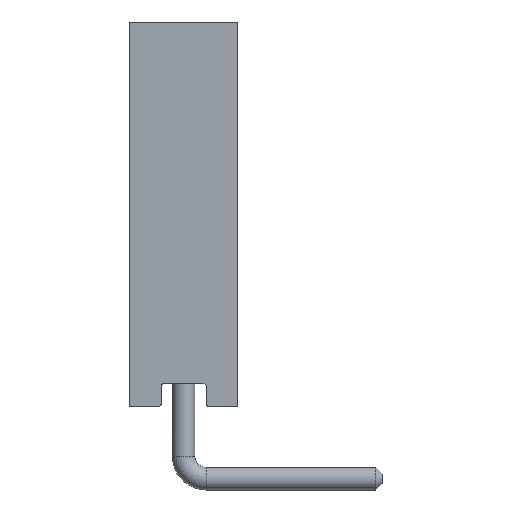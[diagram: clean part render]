
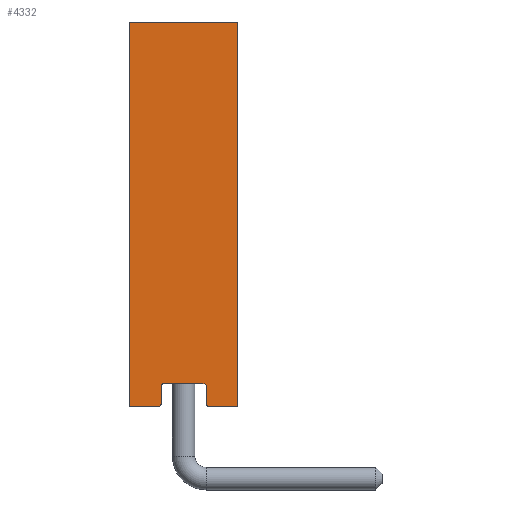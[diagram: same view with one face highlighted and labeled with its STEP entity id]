
A CAD part, left-side view. The second image highlights one B-rep face of the part: STEP entity #4332.
In plain terms, the highlighted planar face has unit normal (-1, 0, 0).
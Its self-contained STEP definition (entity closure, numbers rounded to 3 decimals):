
#243=PLANE('',#4658);
#472=FACE_OUTER_BOUND('',#752,.T.);
#752=EDGE_LOOP('',(#3056,#3057,#3058,#3059,#3060,#3061,#3062,#3063,#3064,
#3065,#3066,#3067));
#1048=LINE('',#6808,#1403);
#1051=LINE('',#6814,#1406);
#1052=LINE('',#6818,#1407);
#1053=LINE('',#6822,#1408);
#1054=LINE('',#6826,#1409);
#1055=LINE('',#6828,#1410);
#1056=LINE('',#6830,#1411);
#1057=LINE('',#6831,#1412);
#1403=VECTOR('',#5252,10.);
#1406=VECTOR('',#5257,10.);
#1407=VECTOR('',#5260,10.);
#1408=VECTOR('',#5263,10.);
#1409=VECTOR('',#5266,10.);
#1410=VECTOR('',#5267,10.);
#1411=VECTOR('',#5268,10.);
#1412=VECTOR('',#5269,10.);
#1739=CIRCLE('',#4655,0.05);
#1741=CIRCLE('',#4659,0.05);
#1742=CIRCLE('',#4660,0.05);
#1743=CIRCLE('',#4661,0.05);
#1927=VERTEX_POINT('',#6798);
#1928=VERTEX_POINT('',#6799);
#1931=VERTEX_POINT('',#6807);
#1933=VERTEX_POINT('',#6813);
#1934=VERTEX_POINT('',#6815);
#1935=VERTEX_POINT('',#6817);
#1936=VERTEX_POINT('',#6819);
#1937=VERTEX_POINT('',#6821);
#1938=VERTEX_POINT('',#6823);
#1939=VERTEX_POINT('',#6825);
#1940=VERTEX_POINT('',#6827);
#1941=VERTEX_POINT('',#6829);
#2349=EDGE_CURVE('',#1927,#1928,#1739,.T.);
#2353=EDGE_CURVE('',#1928,#1931,#1048,.T.);
#2356=EDGE_CURVE('',#1927,#1933,#1051,.T.);
#2357=EDGE_CURVE('',#1934,#1933,#1741,.T.);
#2358=EDGE_CURVE('',#1934,#1935,#1052,.T.);
#2359=EDGE_CURVE('',#1936,#1935,#1742,.T.);
#2360=EDGE_CURVE('',#1936,#1937,#1053,.T.);
#2361=EDGE_CURVE('',#1938,#1937,#1743,.T.);
#2362=EDGE_CURVE('',#1939,#1938,#1054,.T.);
#2363=EDGE_CURVE('',#1939,#1940,#1055,.T.);
#2364=EDGE_CURVE('',#1941,#1940,#1056,.T.);
#2365=EDGE_CURVE('',#1931,#1941,#1057,.T.);
#3056=ORIENTED_EDGE('',*,*,#2349,.F.);
#3057=ORIENTED_EDGE('',*,*,#2356,.T.);
#3058=ORIENTED_EDGE('',*,*,#2357,.F.);
#3059=ORIENTED_EDGE('',*,*,#2358,.T.);
#3060=ORIENTED_EDGE('',*,*,#2359,.F.);
#3061=ORIENTED_EDGE('',*,*,#2360,.T.);
#3062=ORIENTED_EDGE('',*,*,#2361,.F.);
#3063=ORIENTED_EDGE('',*,*,#2362,.F.);
#3064=ORIENTED_EDGE('',*,*,#2363,.T.);
#3065=ORIENTED_EDGE('',*,*,#2364,.F.);
#3066=ORIENTED_EDGE('',*,*,#2365,.F.);
#3067=ORIENTED_EDGE('',*,*,#2353,.F.);
#4332=ADVANCED_FACE('',(#472),#243,.T.);
#4655=AXIS2_PLACEMENT_3D('',#6800,#5244,#5245);
#4658=AXIS2_PLACEMENT_3D('',#6812,#5255,#5256);
#4659=AXIS2_PLACEMENT_3D('',#6816,#5258,#5259);
#4660=AXIS2_PLACEMENT_3D('',#6820,#5261,#5262);
#4661=AXIS2_PLACEMENT_3D('',#6824,#5264,#5265);
#5244=DIRECTION('center_axis',(1.,0.,0.));
#5245=DIRECTION('ref_axis',(0.,-0.707,-0.707));
#5252=DIRECTION('',(0.,1.,0.));
#5255=DIRECTION('center_axis',(-1.,0.,0.));
#5256=DIRECTION('ref_axis',(0.,-1.,0.));
#5257=DIRECTION('',(0.,0.,1.));
#5258=DIRECTION('center_axis',(-1.,0.,0.));
#5259=DIRECTION('ref_axis',(0.,0.707,0.707));
#5260=DIRECTION('',(0.,-1.,0.));
#5261=DIRECTION('center_axis',(-1.,0.,0.));
#5262=DIRECTION('ref_axis',(0.,-0.707,0.707));
#5263=DIRECTION('',(0.,0.,-1.));
#5264=DIRECTION('center_axis',(1.,0.,0.));
#5265=DIRECTION('ref_axis',(0.,0.707,-0.707));
#5266=DIRECTION('',(0.,1.,0.));
#5267=DIRECTION('',(0.,0.,1.));
#5268=DIRECTION('',(0.,-1.,0.));
#5269=DIRECTION('',(0.,0.,1.));
#6798=CARTESIAN_POINT('',(0.,-0.7,0.05));
#6799=CARTESIAN_POINT('',(0.,-0.65,0.));
#6800=CARTESIAN_POINT('Origin',(0.,-0.65,0.05));
#6807=CARTESIAN_POINT('',(0.,0.,0.));
#6808=CARTESIAN_POINT('',(0.,-2.4,0.));
#6812=CARTESIAN_POINT('Origin',(0.,0.,0.));
#6813=CARTESIAN_POINT('',(0.,-0.7,0.45));
#6814=CARTESIAN_POINT('',(0.,-0.7,0.));
#6815=CARTESIAN_POINT('',(0.,-0.75,0.5));
#6816=CARTESIAN_POINT('Origin',(0.,-0.75,0.45));
#6817=CARTESIAN_POINT('',(0.,-1.65,0.5));
#6818=CARTESIAN_POINT('',(0.,-0.6,0.5));
#6819=CARTESIAN_POINT('',(0.,-1.7,0.45));
#6820=CARTESIAN_POINT('Origin',(0.,-1.65,0.45));
#6821=CARTESIAN_POINT('',(0.,-1.7,0.05));
#6822=CARTESIAN_POINT('',(0.,-1.7,0.));
#6823=CARTESIAN_POINT('',(0.,-1.75,0.));
#6824=CARTESIAN_POINT('Origin',(0.,-1.75,0.05));
#6825=CARTESIAN_POINT('',(0.,-2.4,0.));
#6826=CARTESIAN_POINT('',(0.,-2.4,0.));
#6827=CARTESIAN_POINT('',(0.,-2.4,8.5));
#6828=CARTESIAN_POINT('',(0.,-2.4,0.));
#6829=CARTESIAN_POINT('',(0.,0.,8.5));
#6830=CARTESIAN_POINT('',(0.,-2.4,8.5));
#6831=CARTESIAN_POINT('',(0.,0.,0.));
